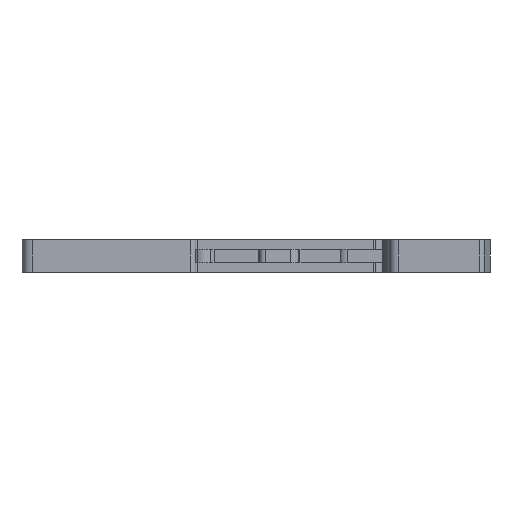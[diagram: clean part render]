
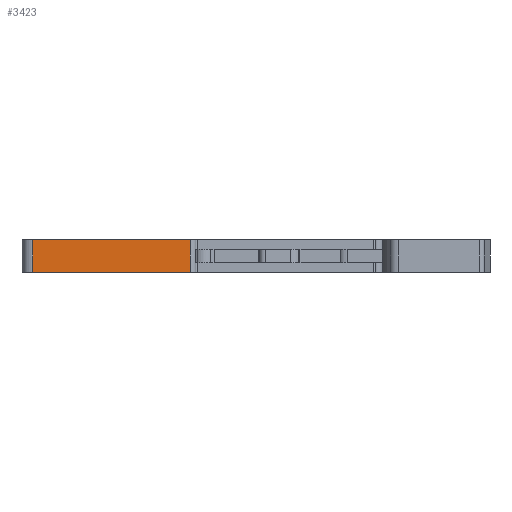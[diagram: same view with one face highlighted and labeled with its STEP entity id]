
A CAD part, front view. The second image highlights one B-rep face of the part: STEP entity #3423.
In plain terms, the highlighted planar face has unit normal (0, -1, 0).
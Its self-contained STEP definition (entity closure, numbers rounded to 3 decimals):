
#384 = CARTESIAN_POINT ( 'NONE',  ( -19.5, -31.079, -3. ) ) ;
#421 = DIRECTION ( 'NONE',  ( 1., 0., 0. ) ) ;
#622 = VERTEX_POINT ( 'NONE', #384 ) ;
#819 = ORIENTED_EDGE ( 'NONE', *, *, #7607, .T. ) ;
#1286 = LINE ( 'NONE', #2235, #4678 ) ;
#1430 = LINE ( 'NONE', #4578, #6544 ) ;
#1724 = AXIS2_PLACEMENT_3D ( 'NONE', #7531, #6256, #2254 ) ;
#2050 = CARTESIAN_POINT ( 'NONE',  ( -49., -31.079, 3. ) ) ;
#2235 = CARTESIAN_POINT ( 'NONE',  ( 0., -31.079, 3. ) ) ;
#2254 = DIRECTION ( 'NONE',  ( -1., 0., 0. ) ) ;
#2406 = VECTOR ( 'NONE', #8458, 1000. ) ;
#2488 = VECTOR ( 'NONE', #7800, 1000. ) ;
#2503 = CARTESIAN_POINT ( 'NONE',  ( 0., -31.079, -3. ) ) ;
#2793 = EDGE_CURVE ( 'NONE', #7018, #622, #1430, .T. ) ;
#2820 = ORIENTED_EDGE ( 'NONE', *, *, #3913, .T. ) ;
#3239 = VERTEX_POINT ( 'NONE', #2050 ) ;
#3294 = EDGE_LOOP ( 'NONE', ( #819, #5441, #3305, #2820 ) ) ;
#3305 = ORIENTED_EDGE ( 'NONE', *, *, #4906, .F. ) ;
#3423 = ADVANCED_FACE ( 'NONE', ( #6387 ), #5603, .F. ) ;
#3913 = EDGE_CURVE ( 'NONE', #3239, #8047, #5550, .T. ) ;
#4563 = CARTESIAN_POINT ( 'NONE',  ( -49., -31.079, 3. ) ) ;
#4578 = CARTESIAN_POINT ( 'NONE',  ( -19.5, -31.079, 3. ) ) ;
#4678 = VECTOR ( 'NONE', #421, 1000. ) ;
#4906 = EDGE_CURVE ( 'NONE', #3239, #7018, #1286, .T. ) ;
#5441 = ORIENTED_EDGE ( 'NONE', *, *, #2793, .F. ) ;
#5550 = LINE ( 'NONE', #4563, #2406 ) ;
#5603 = PLANE ( 'NONE',  #1724 ) ;
#5675 = CARTESIAN_POINT ( 'NONE',  ( -49., -31.079, -3. ) ) ;
#5876 = DIRECTION ( 'NONE',  ( 0., 0., -1. ) ) ;
#6247 = LINE ( 'NONE', #2503, #2488 ) ;
#6256 = DIRECTION ( 'NONE',  ( 0., 1., 0. ) ) ;
#6387 = FACE_OUTER_BOUND ( 'NONE', #3294, .T. ) ;
#6544 = VECTOR ( 'NONE', #5876, 1000. ) ;
#7018 = VERTEX_POINT ( 'NONE', #7718 ) ;
#7531 = CARTESIAN_POINT ( 'NONE',  ( 0., -31.079, 3. ) ) ;
#7607 = EDGE_CURVE ( 'NONE', #8047, #622, #6247, .T. ) ;
#7718 = CARTESIAN_POINT ( 'NONE',  ( -19.5, -31.079, 3. ) ) ;
#7800 = DIRECTION ( 'NONE',  ( 1., 0., 0. ) ) ;
#8047 = VERTEX_POINT ( 'NONE', #5675 ) ;
#8458 = DIRECTION ( 'NONE',  ( 0., 0., -1. ) ) ;
